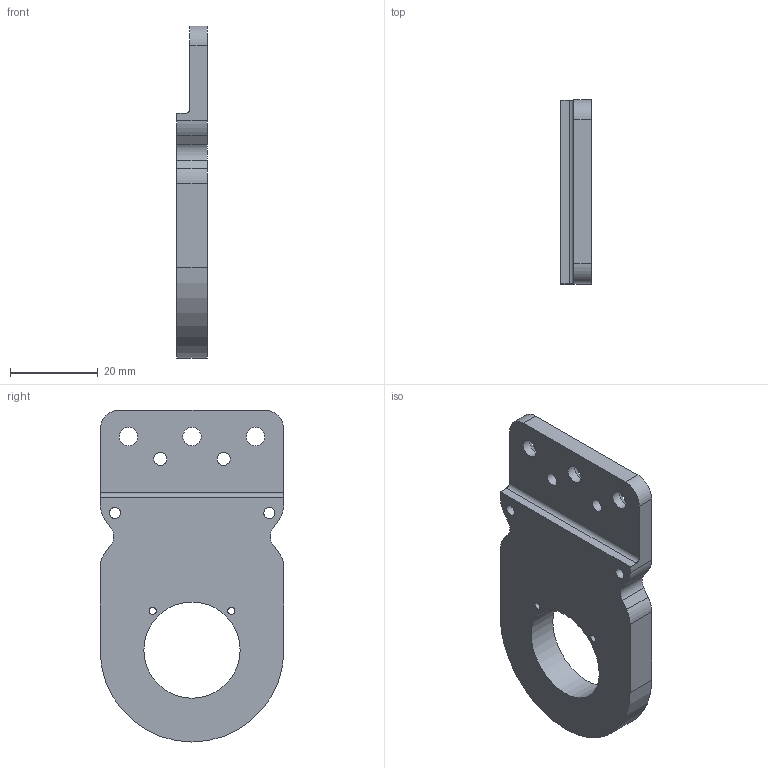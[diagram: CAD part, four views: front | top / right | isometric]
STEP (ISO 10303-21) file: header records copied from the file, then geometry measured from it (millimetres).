
FILE_DESCRIPTION(/* description */ (''),/* implementation_level */ '2;1');
FILE_NAME(/* name */ 'pivotArm_secondary_v9.step',/* time_stamp */ '2025-10-09T19:41:37-07:00',/* author */ (''),/* organization */ (''),/* preprocessor_version */ 'ST-DEVELOPER v20.1',/* originating_system */ 'Autodesk Translation Framework v14.17.0.0',/* authorisation */ '');
FILE_SCHEMA (('AUTOMOTIVE_DESIGN { 1 0 10303 214 3 1 1 }'));
Length unit declared in the file: millimetre
Products named in the file (1): 57155K631_Stainless Steel Ball Bearing
Bounding box: 7 x 42 x 75.89 mm (x, y, z)
Volume: 15090.9 mm3; surface area: 7263.2 mm2
Topology: 1 solids, 1 shells, 36 faces, 99 edges, 65 vertices
Faces by surface type: cylinder 20, plane 13, cone 3
Full cylindrical faces by diameter (mm): 1.623 x2, 2.529 x2, 3 x2, 4.2 x3, 22 x1
Entity records: 1242 total; most frequent: DIRECTION 216, CARTESIAN_POINT 201, ORIENTED_EDGE 198, EDGE_CURVE 99, AXIS2_PLACEMENT_3D 80, VERTEX_POINT 65, EDGE_LOOP 56, LINE 56
